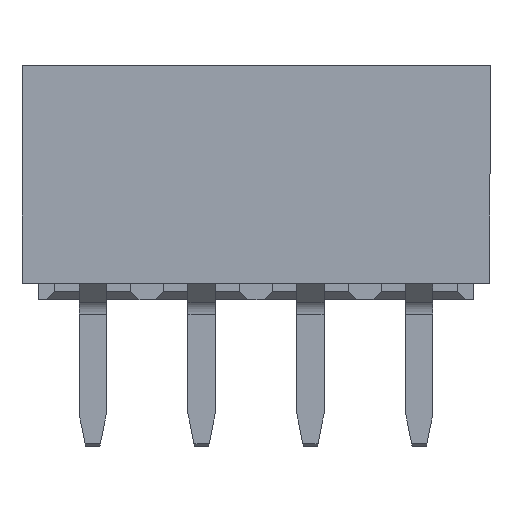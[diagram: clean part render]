
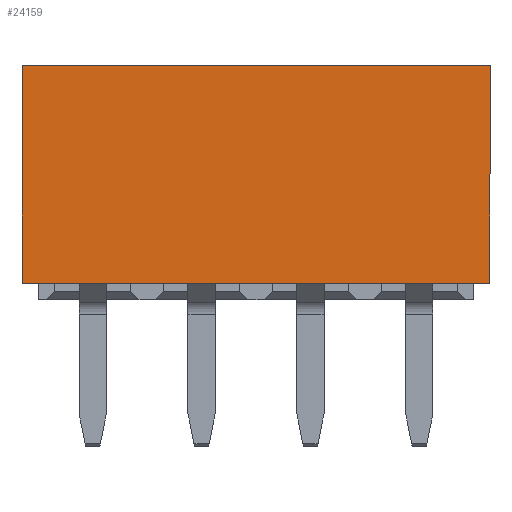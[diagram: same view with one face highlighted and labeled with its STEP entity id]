
A CAD part, front view. The second image highlights one B-rep face of the part: STEP entity #24159.
In plain terms, the highlighted face is planar.
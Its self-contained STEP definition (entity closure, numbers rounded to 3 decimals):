
#1373=LINE('',#33487,#3437);
#1384=LINE('',#33509,#3448);
#1385=LINE('',#33511,#3449);
#1386=LINE('',#33513,#3450);
#3437=VECTOR('',#27857,1000.);
#3448=VECTOR('',#27878,1000.);
#3449=VECTOR('',#27879,1000.);
#3450=VECTOR('',#27880,1000.);
#5986=ORIENTED_EDGE('',*,*,#11101,.T.);
#5987=ORIENTED_EDGE('',*,*,#11112,.T.);
#5988=ORIENTED_EDGE('',*,*,#11113,.T.);
#5989=ORIENTED_EDGE('',*,*,#11114,.T.);
#11101=EDGE_CURVE('',#13646,#13644,#1373,.T.);
#11112=EDGE_CURVE('',#13644,#13652,#1384,.T.);
#11113=EDGE_CURVE('',#13652,#13653,#1385,.T.);
#11114=EDGE_CURVE('',#13653,#13646,#1386,.T.);
#13644=VERTEX_POINT('',#33485);
#13646=VERTEX_POINT('',#33488);
#13652=VERTEX_POINT('',#33510);
#13653=VERTEX_POINT('',#33512);
#15214=EDGE_LOOP('',(#5986,#5987,#5988,#5989));
#16178=FACE_BOUND('',#15214,.T.);
#17109=PLANE('',#25233);
#24159=ADVANCED_FACE('',(#16178),#17109,.T.);
#25233=AXIS2_PLACEMENT_3D('',#33508,#27876,#27877);
#27857=DIRECTION('',(-1.,0.,0.));
#27876=DIRECTION('',(0.,1.,0.));
#27877=DIRECTION('',(0.,0.,1.));
#27878=DIRECTION('',(0.,0.,1.));
#27879=DIRECTION('',(1.,0.,0.));
#27880=DIRECTION('',(0.,0.,-1.));
#33485=CARTESIAN_POINT('',(-4.3,2.,-1.85));
#33487=CARTESIAN_POINT('',(4.3,2.,-1.85));
#33488=CARTESIAN_POINT('',(4.3,2.,-1.85));
#33508=CARTESIAN_POINT('',(0.,2.,0.));
#33509=CARTESIAN_POINT('',(-4.3,2.,-2.15));
#33510=CARTESIAN_POINT('',(-4.3,2.,2.15));
#33511=CARTESIAN_POINT('',(-4.3,2.,2.15));
#33512=CARTESIAN_POINT('',(4.3,2.,2.15));
#33513=CARTESIAN_POINT('',(4.3,2.,2.15));
